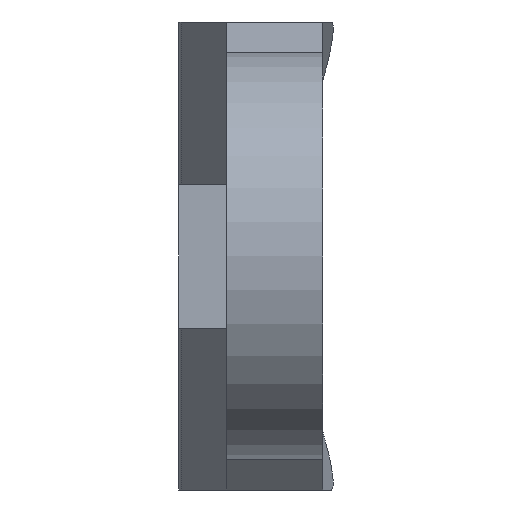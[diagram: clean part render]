
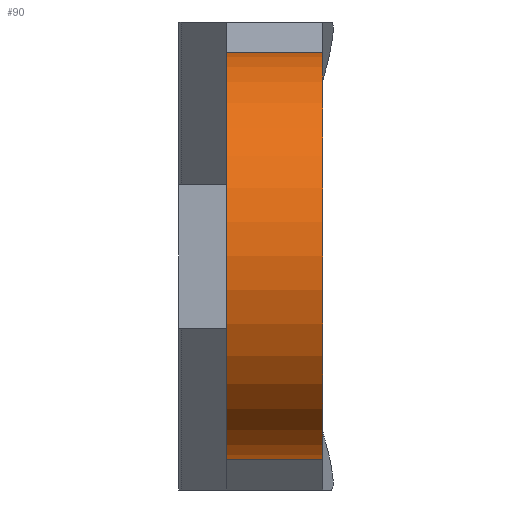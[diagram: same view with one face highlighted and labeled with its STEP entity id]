
A CAD part, left-side view. The second image highlights one B-rep face of the part: STEP entity #90.
In plain terms, the highlighted cylindrical face has radius 8.5 mm (diameter 17 mm), a partial arc.
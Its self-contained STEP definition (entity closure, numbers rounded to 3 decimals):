
#90 = ADVANCED_FACE( '', ( #204 ), #205, .T. );
#204 = FACE_OUTER_BOUND( '', #345, .T. );
#205 = CYLINDRICAL_SURFACE( '', #346, 8.5 );
#345 = EDGE_LOOP( '', ( #479, #480, #481, #482 ) );
#346 = AXIS2_PLACEMENT_3D( '', #483, #484, #485 );
#479 = ORIENTED_EDGE( '', *, *, #859, .T. );
#480 = ORIENTED_EDGE( '', *, *, #861, .F. );
#481 = ORIENTED_EDGE( '', *, *, #862, .F. );
#482 = ORIENTED_EDGE( '', *, *, #863, .F. );
#483 = CARTESIAN_POINT( '', ( 0., 22., 0. ) );
#484 = DIRECTION( '', ( 0., 1., 0. ) );
#485 = DIRECTION( '', ( 0., 0., -1. ) );
#859 = EDGE_CURVE( '', #1007, #1012, #1014, .T. );
#861 = EDGE_CURVE( '', #1016, #1012, #1017, .F. );
#862 = EDGE_CURVE( '', #1018, #1016, #1019, .T. );
#863 = EDGE_CURVE( '', #1007, #1018, #1020, .F. );
#1007 = VERTEX_POINT( '', #1231 );
#1012 = VERTEX_POINT( '', #1237 );
#1014 = LINE( '', #1239, #1240 );
#1016 = VERTEX_POINT( '', #1242 );
#1017 = CIRCLE( '', #1243, 8.5 );
#1018 = VERTEX_POINT( '', #1244 );
#1019 = LINE( '', #1245, #1246 );
#1020 = CIRCLE( '', #1247, 8.5 );
#1231 = CARTESIAN_POINT( '', ( 3.837, 4., -7.585 ) );
#1237 = CARTESIAN_POINT( '', ( 3.837, 0., -7.585 ) );
#1239 = CARTESIAN_POINT( '', ( 3.837, 22., -7.585 ) );
#1240 = VECTOR( '', #1547, 1000. );
#1242 = CARTESIAN_POINT( '', ( 3.837, 0., 7.585 ) );
#1243 = AXIS2_PLACEMENT_3D( '', #1548, #1549, #1550 );
#1244 = CARTESIAN_POINT( '', ( 3.837, 4., 7.585 ) );
#1245 = CARTESIAN_POINT( '', ( 3.837, 22., 7.585 ) );
#1246 = VECTOR( '', #1551, 1000. );
#1247 = AXIS2_PLACEMENT_3D( '', #1552, #1553, #1554 );
#1547 = DIRECTION( '', ( 0., -1., 0. ) );
#1548 = CARTESIAN_POINT( '', ( 0., 0., 0. ) );
#1549 = DIRECTION( '', ( 0., 1., 0. ) );
#1550 = DIRECTION( '', ( 0., 0., 1. ) );
#1551 = DIRECTION( '', ( 0., -1., 0. ) );
#1552 = CARTESIAN_POINT( '', ( 0., 4., 0. ) );
#1553 = DIRECTION( '', ( 0., -1., 0. ) );
#1554 = DIRECTION( '', ( 0., 0., -1. ) );
